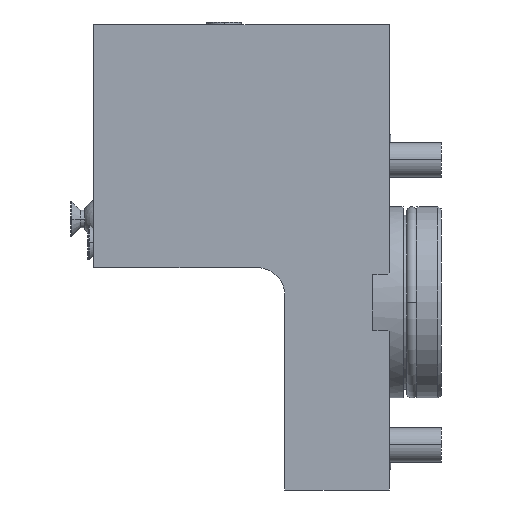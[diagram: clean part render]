
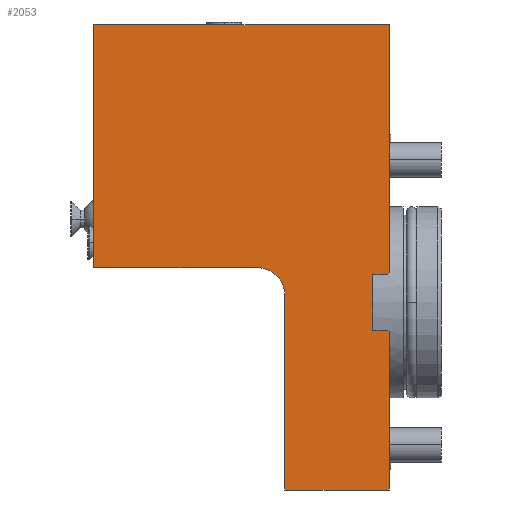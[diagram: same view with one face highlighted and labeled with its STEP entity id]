
A CAD part, front view. The second image highlights one B-rep face of the part: STEP entity #2053.
In plain terms, the highlighted planar face has unit normal (0, -1, 0).
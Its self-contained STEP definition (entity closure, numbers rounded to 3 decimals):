
#13=DIRECTION('',(0.,0.,1.));
#14=VECTOR('',#13,45.5);
#15=CARTESIAN_POINT('',(0.,-47.,-54.));
#16=LINE('',#15,#14);
#96=DIRECTION('',(0.707,0.,0.707));
#97=VECTOR('',#96,0.707);
#98=CARTESIAN_POINT('',(-0.5,-47.,8.));
#99=LINE('',#98,#97);
#100=DIRECTION('',(-1.,0.,0.));
#101=VECTOR('',#100,4.2);
#102=CARTESIAN_POINT('',(-0.5,-47.,8.));
#103=LINE('',#102,#101);
#104=DIRECTION('',(0.,0.,-1.));
#105=VECTOR('',#104,16.);
#106=CARTESIAN_POINT('',(-4.7,-47.,8.));
#107=LINE('',#106,#105);
#108=DIRECTION('',(-1.,0.,0.));
#109=VECTOR('',#108,4.2);
#110=CARTESIAN_POINT('',(-0.5,-47.,-8.));
#111=LINE('',#110,#109);
#112=DIRECTION('',(-0.707,0.,0.707));
#113=VECTOR('',#112,0.707);
#114=CARTESIAN_POINT('',(0.,-47.,-8.5));
#115=LINE('',#114,#113);
#116=DIRECTION('',(-1.,0.,0.));
#117=VECTOR('',#116,30.);
#118=CARTESIAN_POINT('',(0.,-47.,-54.));
#119=LINE('',#118,#117);
#120=DIRECTION('',(0.,0.,1.));
#121=VECTOR('',#120,56.);
#122=CARTESIAN_POINT('',(-30.,-47.,-54.));
#123=LINE('',#122,#121);
#124=DIRECTION('',(1.,0.,0.));
#125=VECTOR('',#124,47.);
#126=CARTESIAN_POINT('',(-85.,-47.,10.));
#127=LINE('',#126,#125);
#165=DIRECTION('',(0.,0.,1.));
#166=VECTOR('',#165,71.5);
#167=CARTESIAN_POINT('',(0.,-47.,8.5));
#168=LINE('',#167,#166);
#379=DIRECTION('',(0.,0.,1.));
#380=VECTOR('',#379,70.);
#381=CARTESIAN_POINT('',(-85.,-47.,10.));
#382=LINE('',#381,#380);
#577=DIRECTION('',(-1.,0.,0.));
#578=VECTOR('',#577,85.);
#579=CARTESIAN_POINT('',(0.,-47.,80.));
#580=LINE('',#579,#578);
#590=CARTESIAN_POINT('',(-38.,-47.,2.));
#591=DIRECTION('',(0.,1.,0.));
#592=DIRECTION('',(0.,0.,1.));
#593=AXIS2_PLACEMENT_3D('',#590,#591,#592);
#1460=CARTESIAN_POINT('',(0.,-47.,-54.));
#1462=VERTEX_POINT('',#1460);
#1467=CARTESIAN_POINT('',(0.,-47.,80.));
#1468=CARTESIAN_POINT('',(-85.,-47.,80.));
#1469=VERTEX_POINT('',#1467);
#1470=VERTEX_POINT('',#1468);
#1488=CARTESIAN_POINT('',(-85.,-47.,10.));
#1490=VERTEX_POINT('',#1488);
#1492=CARTESIAN_POINT('',(-30.,-47.,-54.));
#1494=VERTEX_POINT('',#1492);
#1496=CARTESIAN_POINT('',(-30.,-47.,2.));
#1498=VERTEX_POINT('',#1496);
#1500=CARTESIAN_POINT('',(-38.,-47.,10.));
#1502=VERTEX_POINT('',#1500);
#1507=CARTESIAN_POINT('',(-4.7,-47.,8.));
#1508=CARTESIAN_POINT('',(-4.7,-47.,-8.));
#1509=VERTEX_POINT('',#1507);
#1510=VERTEX_POINT('',#1508);
#1523=CARTESIAN_POINT('',(-0.5,-47.,8.));
#1524=CARTESIAN_POINT('',(0.,-47.,8.5));
#1525=VERTEX_POINT('',#1523);
#1526=VERTEX_POINT('',#1524);
#1529=CARTESIAN_POINT('',(0.,-47.,-8.5));
#1530=CARTESIAN_POINT('',(-0.5,-47.,-8.));
#1531=VERTEX_POINT('',#1529);
#1532=VERTEX_POINT('',#1530);
#2023=CARTESIAN_POINT('',(0.,-47.,-54.));
#2024=DIRECTION('',(0.,-1.,0.));
#2025=DIRECTION('',(0.,0.,1.));
#2026=AXIS2_PLACEMENT_3D('',#2023,#2024,#2025);
#2027=PLANE('',#2026);
#2029=ORIENTED_EDGE('',*,*,#2028,.F.);
#2031=ORIENTED_EDGE('',*,*,#2030,.T.);
#2033=ORIENTED_EDGE('',*,*,#2032,.T.);
#2034=ORIENTED_EDGE('',*,*,#2003,.F.);
#2035=ORIENTED_EDGE('',*,*,#2018,.F.);
#2036=ORIENTED_EDGE('',*,*,#1893,.F.);
#2038=ORIENTED_EDGE('',*,*,#2037,.T.);
#2040=ORIENTED_EDGE('',*,*,#2039,.T.);
#2042=ORIENTED_EDGE('',*,*,#2041,.F.);
#2044=ORIENTED_EDGE('',*,*,#2043,.F.);
#2046=ORIENTED_EDGE('',*,*,#2045,.T.);
#2048=ORIENTED_EDGE('',*,*,#2047,.F.);
#2050=ORIENTED_EDGE('',*,*,#2049,.F.);
#2051=EDGE_LOOP('',(#2029,#2031,#2033,#2034,#2035,#2036,#2038,#2040,#2042,#2044,
#2046,#2048,#2050));
#2052=FACE_OUTER_BOUND('',#2051,.F.);
#2053=ADVANCED_FACE('',(#2052),#2027,.T.);
#594=CIRCLE('',#593,8.);
#1893=EDGE_CURVE('',#1462,#1531,#16,.T.);
#2003=EDGE_CURVE('',#1532,#1510,#111,.T.);
#2018=EDGE_CURVE('',#1531,#1532,#115,.T.);
#2028=EDGE_CURVE('',#1525,#1526,#99,.T.);
#2030=EDGE_CURVE('',#1525,#1509,#103,.T.);
#2032=EDGE_CURVE('',#1509,#1510,#107,.T.);
#2037=EDGE_CURVE('',#1462,#1494,#119,.T.);
#2039=EDGE_CURVE('',#1494,#1498,#123,.T.);
#2041=EDGE_CURVE('',#1502,#1498,#594,.T.);
#2043=EDGE_CURVE('',#1490,#1502,#127,.T.);
#2045=EDGE_CURVE('',#1490,#1470,#382,.T.);
#2047=EDGE_CURVE('',#1469,#1470,#580,.T.);
#2049=EDGE_CURVE('',#1526,#1469,#168,.T.);
